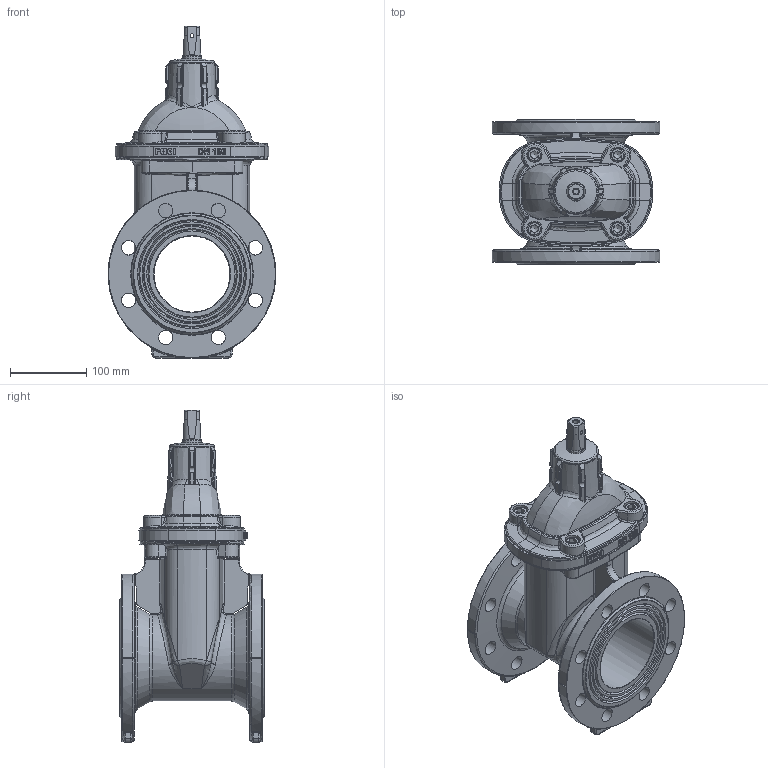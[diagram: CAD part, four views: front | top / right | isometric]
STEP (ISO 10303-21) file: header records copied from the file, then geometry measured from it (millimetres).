
FILE_DESCRIPTION (( 'STEP AP203' ), '1' );
FILE_NAME ('Gate Valve DN 100 .STEP', '2016-04-05T09:56:47', ( '' ), ( '' ), 'SwSTEP 2.0', 'SolidWorks 2015', '' );
FILE_SCHEMA (( 'CONFIG_CONTROL_DESIGN' ));
Products named in the file (1): Gate Valve DN 100 
Bounding box: 219.99 x 190 x 435.45 mm (x, y, z)
Surface area: 405192.9 mm2 (no closed solid volume)
Topology: 0 solids, 14 shells, 839 faces, 2339 edges, 1472 vertices
Faces by surface type: bspline 366, cylinder 177, plane 170, torus 72, cone 50, sphere 4
Full cylindrical faces by diameter (mm): 5 x2, 6.8 x1, 19 x16, 20 x4, 24 x1, 25 x1, 58 x1, 100 x1
Entity records: 52611 total; most frequent: CARTESIAN_POINT 34958, ORIENTED_EDGE 4057, DIRECTION 2805, EDGE_CURVE 2231, VERTEX_POINT 1439, AXIS2_PLACEMENT_3D 1173, EDGE_LOOP 971, B_SPLINE_CURVE_WITH_KNOTS 933
